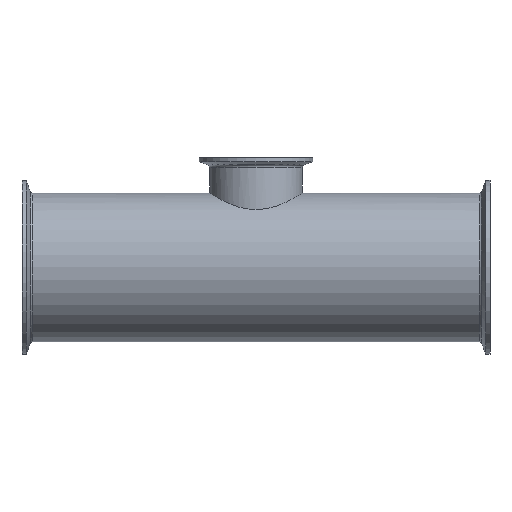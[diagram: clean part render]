
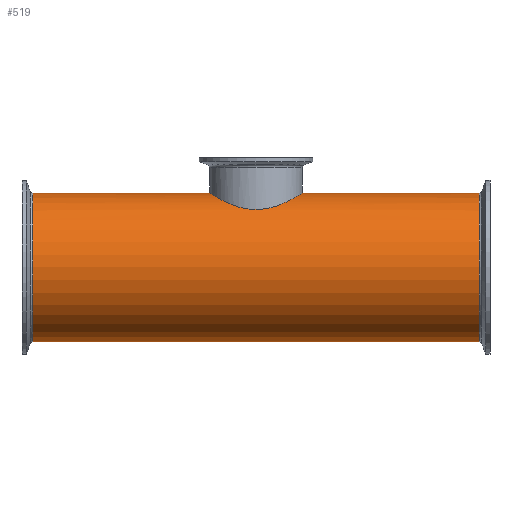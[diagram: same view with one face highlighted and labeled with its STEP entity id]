
A CAD part, front view. The second image highlights one B-rep face of the part: STEP entity #519.
In plain terms, the highlighted cylindrical face has radius 50.8 mm (diameter 101.6 mm), a full revolution.
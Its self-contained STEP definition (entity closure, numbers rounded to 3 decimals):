
#15=B_SPLINE_CURVE_WITH_KNOTS('',3,(#914,#915,#916,#917,#918,#919,#920,
#921,#922,#923,#924,#925,#926,#927,#928,#929,#930,#931),.UNSPECIFIED.,.F.,
 .F.,(4,2,2,2,2,2,2,2,4),(0.,0.621,1.243,1.864,
2.486,3.102,3.719,4.335,4.952),
 .UNSPECIFIED.);
#16=B_SPLINE_CURVE_WITH_KNOTS('',3,(#932,#933,#934,#935,#936,#937,#938,
#939,#940,#941,#942,#943,#944,#945,#946,#947,#948,#949,#950,#951,#952,#953,
#954,#955,#956,#957,#958,#959,#960,#961,#962,#963,#964,#965,#966,#967,#968,
#969,#970,#971,#972,#973,#974,#975,#976,#977,#978,#979,#980,#981),
 .UNSPECIFIED.,.F.,.F.,(4,2,2,2,2,2,2,2,2,2,2,2,2,2,2,2,2,2,2,2,2,2,2,2,
4),(4.952,5.568,6.185,6.801,
7.418,8.039,8.661,9.282,9.904,
10.525,11.147,11.768,12.389,13.006,
13.622,14.239,14.856,15.472,16.089,
16.705,17.322,17.943,18.565,19.186,
19.807),.UNSPECIFIED.);
#19=CYLINDRICAL_SURFACE('',#592,50.8);
#28=FACE_BOUND('',#126,.T.);
#43=LINE('',#911,#59);
#59=VECTOR('',#722,50.8);
#89=FACE_OUTER_BOUND('',#125,.T.);
#125=EDGE_LOOP('',(#378,#379,#380,#381,#382,#383));
#126=EDGE_LOOP('',(#384,#385));
#173=CIRCLE('',#588,50.8);
#174=CIRCLE('',#589,50.8);
#176=CIRCLE('',#593,50.8);
#177=CIRCLE('',#594,50.8);
#228=VERTEX_POINT('',#897);
#229=VERTEX_POINT('',#899);
#231=VERTEX_POINT('',#907);
#232=VERTEX_POINT('',#908);
#233=VERTEX_POINT('',#912);
#234=VERTEX_POINT('',#913);
#283=EDGE_CURVE('',#228,#229,#173,.T.);
#284=EDGE_CURVE('',#229,#228,#174,.T.);
#287=EDGE_CURVE('',#231,#232,#176,.T.);
#288=EDGE_CURVE('',#232,#231,#177,.T.);
#289=EDGE_CURVE('',#232,#229,#43,.T.);
#290=EDGE_CURVE('',#233,#234,#15,.T.);
#291=EDGE_CURVE('',#234,#233,#16,.T.);
#378=ORIENTED_EDGE('',*,*,#287,.F.);
#379=ORIENTED_EDGE('',*,*,#288,.F.);
#380=ORIENTED_EDGE('',*,*,#289,.T.);
#381=ORIENTED_EDGE('',*,*,#283,.F.);
#382=ORIENTED_EDGE('',*,*,#284,.F.);
#383=ORIENTED_EDGE('',*,*,#289,.F.);
#384=ORIENTED_EDGE('',*,*,#290,.T.);
#385=ORIENTED_EDGE('',*,*,#291,.T.);
#519=ADVANCED_FACE('',(#89,#28),#19,.T.);
#588=AXIS2_PLACEMENT_3D('',#900,#707,#708);
#589=AXIS2_PLACEMENT_3D('',#901,#709,#710);
#592=AXIS2_PLACEMENT_3D('',#906,#716,#717);
#593=AXIS2_PLACEMENT_3D('',#909,#718,#719);
#594=AXIS2_PLACEMENT_3D('',#910,#720,#721);
#707=DIRECTION('center_axis',(-1.,0.,0.));
#708=DIRECTION('ref_axis',(0.,0.,-1.));
#709=DIRECTION('center_axis',(-1.,0.,0.));
#710=DIRECTION('ref_axis',(0.,0.,-1.));
#716=DIRECTION('center_axis',(1.,0.,0.));
#717=DIRECTION('ref_axis',(0.,1.,0.));
#718=DIRECTION('center_axis',(1.,0.,0.));
#719=DIRECTION('ref_axis',(0.,0.,-1.));
#720=DIRECTION('center_axis',(1.,0.,0.));
#721=DIRECTION('ref_axis',(0.,0.,-1.));
#722=DIRECTION('',(-1.,0.,0.));
#897=CARTESIAN_POINT('',(-152.583,0.,50.8));
#899=CARTESIAN_POINT('',(-152.583,-50.8,0.));
#900=CARTESIAN_POINT('Origin',(-152.583,0.,0.));
#901=CARTESIAN_POINT('Origin',(-152.583,0.,0.));
#906=CARTESIAN_POINT('Origin',(0.,0.,0.));
#907=CARTESIAN_POINT('',(152.583,0.,-50.8));
#908=CARTESIAN_POINT('',(152.583,-50.8,0.));
#909=CARTESIAN_POINT('Origin',(152.583,0.,0.));
#910=CARTESIAN_POINT('Origin',(152.583,0.,0.));
#911=CARTESIAN_POINT('',(0.,-50.8,0.));
#912=CARTESIAN_POINT('',(0.,-31.75,39.656));
#913=CARTESIAN_POINT('',(-31.75,0.,50.8));
#914=CARTESIAN_POINT('Ctrl Pts',(0.,-31.75,39.656));
#915=CARTESIAN_POINT('Ctrl Pts',(-2.071,-31.75,39.656));
#916=CARTESIAN_POINT('Ctrl Pts',(-4.183,-31.544,39.823));
#917=CARTESIAN_POINT('Ctrl Pts',(-8.334,-30.71,40.47));
#918=CARTESIAN_POINT('Ctrl Pts',(-10.374,-30.081,40.948));
#919=CARTESIAN_POINT('Ctrl Pts',(-14.256,-28.448,42.099));
#920=CARTESIAN_POINT('Ctrl Pts',(-16.101,-27.442,42.772));
#921=CARTESIAN_POINT('Ctrl Pts',(-19.507,-25.135,44.167));
#922=CARTESIAN_POINT('Ctrl Pts',(-21.067,-23.834,44.888));
#923=CARTESIAN_POINT('Ctrl Pts',(-23.823,-21.078,46.246));
#924=CARTESIAN_POINT('Ctrl Pts',(-25.122,-19.524,46.934));
#925=CARTESIAN_POINT('Ctrl Pts',(-27.433,-16.117,48.21));
#926=CARTESIAN_POINT('Ctrl Pts',(-28.444,-14.264,48.798));
#927=CARTESIAN_POINT('Ctrl Pts',(-30.084,-10.367,49.772));
#928=CARTESIAN_POINT('Ctrl Pts',(-30.714,-8.318,50.158));
#929=CARTESIAN_POINT('Ctrl Pts',(-31.547,-4.162,50.672));
#930=CARTESIAN_POINT('Ctrl Pts',(-31.75,-2.055,50.8));
#931=CARTESIAN_POINT('Ctrl Pts',(-31.75,0.,50.8));
#932=CARTESIAN_POINT('Ctrl Pts',(-31.75,0.,50.8));
#933=CARTESIAN_POINT('Ctrl Pts',(-31.75,2.055,50.8));
#934=CARTESIAN_POINT('Ctrl Pts',(-31.547,4.162,50.672));
#935=CARTESIAN_POINT('Ctrl Pts',(-30.714,8.318,50.158));
#936=CARTESIAN_POINT('Ctrl Pts',(-30.084,10.367,49.772));
#937=CARTESIAN_POINT('Ctrl Pts',(-28.444,14.264,48.798));
#938=CARTESIAN_POINT('Ctrl Pts',(-27.433,16.117,48.21));
#939=CARTESIAN_POINT('Ctrl Pts',(-25.122,19.524,46.934));
#940=CARTESIAN_POINT('Ctrl Pts',(-23.823,21.078,46.246));
#941=CARTESIAN_POINT('Ctrl Pts',(-21.067,23.834,44.888));
#942=CARTESIAN_POINT('Ctrl Pts',(-19.507,25.135,44.167));
#943=CARTESIAN_POINT('Ctrl Pts',(-16.101,27.442,42.772));
#944=CARTESIAN_POINT('Ctrl Pts',(-14.256,28.448,42.099));
#945=CARTESIAN_POINT('Ctrl Pts',(-10.374,30.081,40.948));
#946=CARTESIAN_POINT('Ctrl Pts',(-8.334,30.71,40.47));
#947=CARTESIAN_POINT('Ctrl Pts',(-4.183,31.544,39.823));
#948=CARTESIAN_POINT('Ctrl Pts',(-2.071,31.75,39.656));
#949=CARTESIAN_POINT('Ctrl Pts',(2.071,31.75,39.656));
#950=CARTESIAN_POINT('Ctrl Pts',(4.183,31.544,39.823));
#951=CARTESIAN_POINT('Ctrl Pts',(8.334,30.71,40.47));
#952=CARTESIAN_POINT('Ctrl Pts',(10.374,30.081,40.948));
#953=CARTESIAN_POINT('Ctrl Pts',(14.256,28.448,42.099));
#954=CARTESIAN_POINT('Ctrl Pts',(16.101,27.442,42.772));
#955=CARTESIAN_POINT('Ctrl Pts',(19.507,25.135,44.167));
#956=CARTESIAN_POINT('Ctrl Pts',(21.067,23.834,44.888));
#957=CARTESIAN_POINT('Ctrl Pts',(23.823,21.078,46.246));
#958=CARTESIAN_POINT('Ctrl Pts',(25.122,19.524,46.934));
#959=CARTESIAN_POINT('Ctrl Pts',(27.433,16.117,48.21));
#960=CARTESIAN_POINT('Ctrl Pts',(28.444,14.264,48.798));
#961=CARTESIAN_POINT('Ctrl Pts',(30.084,10.367,49.772));
#962=CARTESIAN_POINT('Ctrl Pts',(30.714,8.318,50.158));
#963=CARTESIAN_POINT('Ctrl Pts',(31.547,4.162,50.672));
#964=CARTESIAN_POINT('Ctrl Pts',(31.75,2.055,50.8));
#965=CARTESIAN_POINT('Ctrl Pts',(31.75,-2.055,50.8));
#966=CARTESIAN_POINT('Ctrl Pts',(31.547,-4.162,50.672));
#967=CARTESIAN_POINT('Ctrl Pts',(30.714,-8.318,50.158));
#968=CARTESIAN_POINT('Ctrl Pts',(30.084,-10.367,49.772));
#969=CARTESIAN_POINT('Ctrl Pts',(28.444,-14.264,48.798));
#970=CARTESIAN_POINT('Ctrl Pts',(27.433,-16.117,48.21));
#971=CARTESIAN_POINT('Ctrl Pts',(25.122,-19.524,46.934));
#972=CARTESIAN_POINT('Ctrl Pts',(23.823,-21.078,46.246));
#973=CARTESIAN_POINT('Ctrl Pts',(21.067,-23.834,44.888));
#974=CARTESIAN_POINT('Ctrl Pts',(19.507,-25.135,44.167));
#975=CARTESIAN_POINT('Ctrl Pts',(16.101,-27.442,42.772));
#976=CARTESIAN_POINT('Ctrl Pts',(14.256,-28.448,42.099));
#977=CARTESIAN_POINT('Ctrl Pts',(10.374,-30.081,40.948));
#978=CARTESIAN_POINT('Ctrl Pts',(8.334,-30.71,40.47));
#979=CARTESIAN_POINT('Ctrl Pts',(4.183,-31.544,39.823));
#980=CARTESIAN_POINT('Ctrl Pts',(2.071,-31.75,39.656));
#981=CARTESIAN_POINT('Ctrl Pts',(0.,-31.75,39.656));
